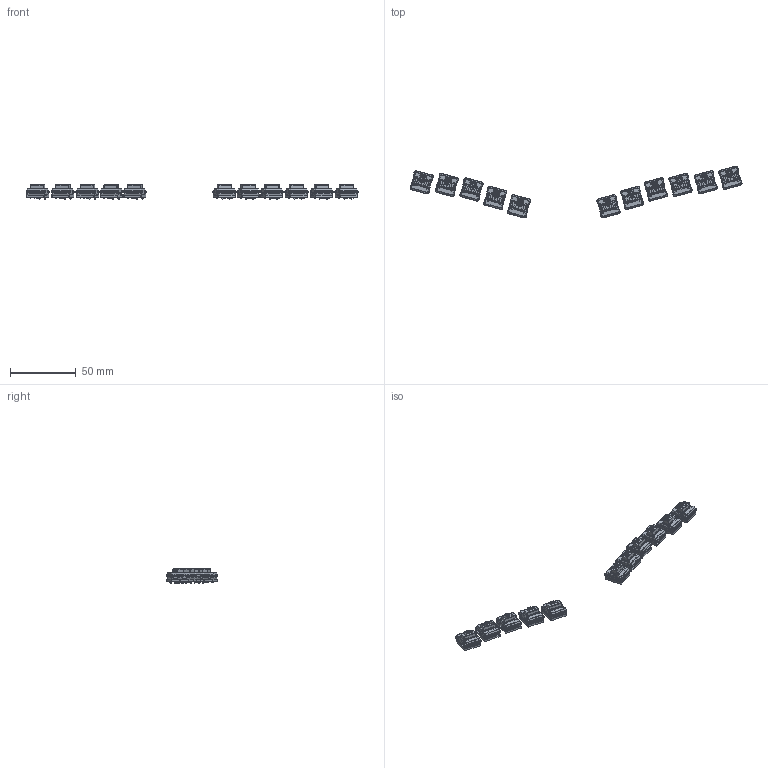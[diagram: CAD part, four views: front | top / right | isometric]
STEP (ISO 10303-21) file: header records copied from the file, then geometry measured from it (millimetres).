
FILE_DESCRIPTION(('KiCad electronic assembly'),'2;1');
FILE_NAME('main.step','2024-06-02T17:45:31',('Pcbnew'),('Kicad'), 'Open CASCADE STEP processor 7.7','KiCad to STEP converter','Unknown' );
FILE_SCHEMA(('AUTOMOTIVE_DESIGN { 1 0 10303 214 1 1 1 1 }'));
Length unit declared in the file: millimetre
Products named in the file (4): main 1; Kailh_Choc_Low_Profile_Switch; Document; _autosave-Ashwing66_PCB
Assembly tree (13 placements, depth 3):
  main 1
    Kailh_Choc_Low_Profile_Switch  x11
      Document
    _autosave-Ashwing66_PCB
Bounding box: 252.7 x 39.42 x 11 mm (x, y, z)
Volume: 13670.5 mm3; surface area: 23182.8 mm2
Topology: 99 solids, 99 shells, 6105 faces, 16324 edges, 10450 vertices
Faces by surface type: bspline 3201, plane 2904
Entity records: 18015 total; most frequent: CARTESIAN_POINT 8288, ORIENTED_EDGE 2958, EDGE_CURVE 1479, B_SPLINE_CURVE_WITH_KNOTS 1193, VERTEX_POINT 950, FACE_BOUND 597, EDGE_LOOP 597, DIRECTION 556
